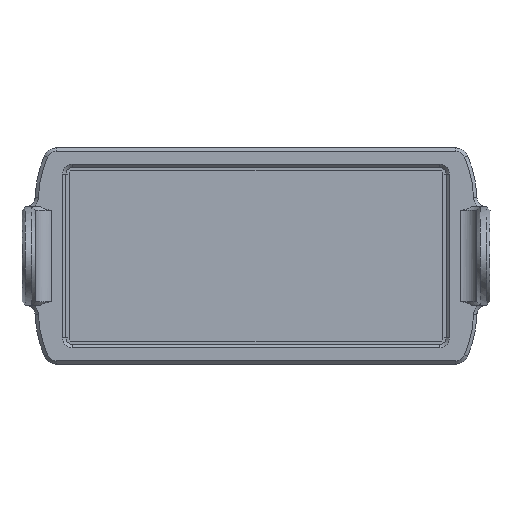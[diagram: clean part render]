
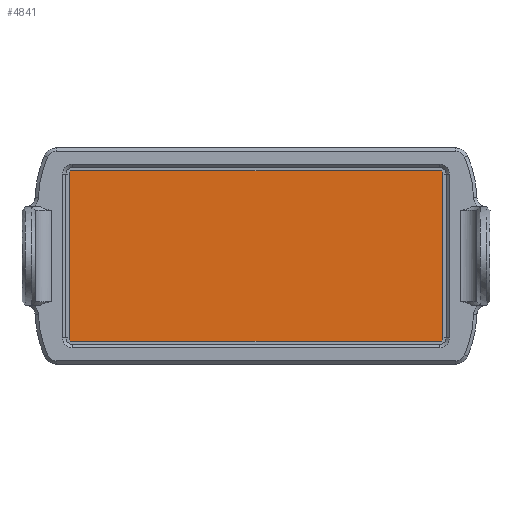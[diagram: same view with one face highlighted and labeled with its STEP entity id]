
A CAD part, front view. The second image highlights one B-rep face of the part: STEP entity #4841.
In plain terms, the highlighted planar face has unit normal (0, -1, 0).
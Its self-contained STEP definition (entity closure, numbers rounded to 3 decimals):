
#4690=DIRECTION('',(0.707,0.,-0.707));
#4691=VECTOR('',#4690,0.283);
#4692=CARTESIAN_POINT('',(-28.5,0.,-12.8));
#4693=LINE('',#4692,#4691);
#4694=DIRECTION('',(0.,0.,1.));
#4695=VECTOR('',#4694,25.6);
#4696=CARTESIAN_POINT('',(-28.5,0.,-12.8));
#4697=LINE('',#4696,#4695);
#4698=DIRECTION('',(-0.707,0.,-0.707));
#4699=VECTOR('',#4698,0.283);
#4700=CARTESIAN_POINT('',(-28.3,0.,13.));
#4701=LINE('',#4700,#4699);
#4702=DIRECTION('',(1.,0.,0.));
#4703=VECTOR('',#4702,56.6);
#4704=CARTESIAN_POINT('',(-28.3,0.,13.));
#4705=LINE('',#4704,#4703);
#4706=DIRECTION('',(-0.707,0.,0.707));
#4707=VECTOR('',#4706,0.283);
#4708=CARTESIAN_POINT('',(28.5,0.,12.8));
#4709=LINE('',#4708,#4707);
#4710=DIRECTION('',(0.,0.,-1.));
#4711=VECTOR('',#4710,25.6);
#4712=CARTESIAN_POINT('',(28.5,0.,12.8));
#4713=LINE('',#4712,#4711);
#4714=DIRECTION('',(0.707,0.,0.707));
#4715=VECTOR('',#4714,0.283);
#4716=CARTESIAN_POINT('',(28.3,0.,-13.));
#4717=LINE('',#4716,#4715);
#4718=DIRECTION('',(-1.,0.,0.));
#4719=VECTOR('',#4718,56.6);
#4720=CARTESIAN_POINT('',(28.3,0.,-13.));
#4721=LINE('',#4720,#4719);
#4786=CARTESIAN_POINT('',(-28.5,0.,-12.8));
#4787=CARTESIAN_POINT('',(-28.3,0.,-13.));
#4788=VERTEX_POINT('',#4786);
#4789=VERTEX_POINT('',#4787);
#4794=CARTESIAN_POINT('',(-28.3,0.,13.));
#4795=CARTESIAN_POINT('',(-28.5,0.,12.8));
#4796=VERTEX_POINT('',#4794);
#4797=VERTEX_POINT('',#4795);
#4802=CARTESIAN_POINT('',(28.5,0.,12.8));
#4803=CARTESIAN_POINT('',(28.3,0.,13.));
#4804=VERTEX_POINT('',#4802);
#4805=VERTEX_POINT('',#4803);
#4810=CARTESIAN_POINT('',(28.3,0.,-13.));
#4811=CARTESIAN_POINT('',(28.5,0.,-12.8));
#4812=VERTEX_POINT('',#4810);
#4813=VERTEX_POINT('',#4811);
#4818=CARTESIAN_POINT('',(0.,0.,0.));
#4819=DIRECTION('',(0.,1.,0.));
#4820=DIRECTION('',(1.,0.,0.));
#4821=AXIS2_PLACEMENT_3D('',#4818,#4819,#4820);
#4822=PLANE('',#4821);
#4824=ORIENTED_EDGE('',*,*,#4823,.F.);
#4826=ORIENTED_EDGE('',*,*,#4825,.T.);
#4828=ORIENTED_EDGE('',*,*,#4827,.F.);
#4830=ORIENTED_EDGE('',*,*,#4829,.T.);
#4832=ORIENTED_EDGE('',*,*,#4831,.F.);
#4834=ORIENTED_EDGE('',*,*,#4833,.T.);
#4836=ORIENTED_EDGE('',*,*,#4835,.F.);
#4838=ORIENTED_EDGE('',*,*,#4837,.T.);
#4839=EDGE_LOOP('',(#4824,#4826,#4828,#4830,#4832,#4834,#4836,#4838));
#4840=FACE_OUTER_BOUND('',#4839,.F.);
#4841=ADVANCED_FACE('',(#4840),#4822,.F.);
#4823=EDGE_CURVE('',#4788,#4789,#4693,.T.);
#4825=EDGE_CURVE('',#4788,#4797,#4697,.T.);
#4827=EDGE_CURVE('',#4796,#4797,#4701,.T.);
#4829=EDGE_CURVE('',#4796,#4805,#4705,.T.);
#4831=EDGE_CURVE('',#4804,#4805,#4709,.T.);
#4833=EDGE_CURVE('',#4804,#4813,#4713,.T.);
#4835=EDGE_CURVE('',#4812,#4813,#4717,.T.);
#4837=EDGE_CURVE('',#4812,#4789,#4721,.T.);
